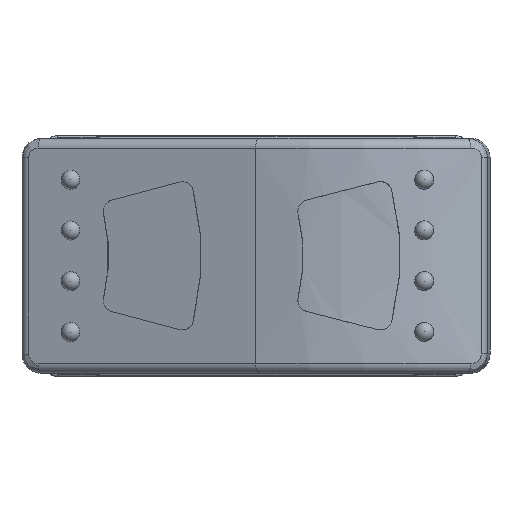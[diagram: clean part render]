
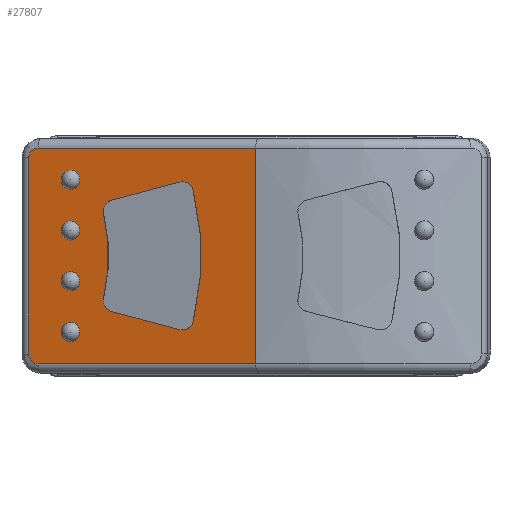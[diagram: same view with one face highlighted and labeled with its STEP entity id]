
A CAD part, top view. The second image highlights one B-rep face of the part: STEP entity #27807.
In plain terms, the highlighted planar face has unit normal (-0.294, 0, 0.956).
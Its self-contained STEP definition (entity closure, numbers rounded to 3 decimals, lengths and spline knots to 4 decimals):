
#426=FACE_BOUND('',#8969,.T.);
#427=FACE_BOUND('',#8970,.T.);
#428=FACE_BOUND('',#8971,.T.);
#429=FACE_BOUND('',#8972,.T.);
#430=FACE_BOUND('',#8973,.T.);
#571=ELLIPSE('',#29368,0.1212,0.12);
#572=ELLIPSE('',#29371,0.1212,0.12);
#573=ELLIPSE('',#29373,2.8284,2.8);
#574=ELLIPSE('',#29375,1.8183,1.8);
#575=ELLIPSE('',#29377,0.1212,0.12);
#576=ELLIPSE('',#29380,0.1212,0.12);
#584=ELLIPSE('',#29444,0.101,0.1);
#587=ELLIPSE('',#29452,0.101,0.1);
#899=LINE('',#39398,#3690);
#904=LINE('',#39417,#3695);
#914=LINE('',#39753,#3705);
#938=LINE('',#40009,#3729);
#940=LINE('',#40045,#3731);
#941=LINE('',#40047,#3732);
#3690=VECTOR('',#31536,1.);
#3695=VECTOR('',#31559,1.);
#3705=VECTOR('',#31615,1.);
#3729=VECTOR('',#31733,1.);
#3731=VECTOR('',#31747,1.);
#3732=VECTOR('',#31750,1.);
#6467=PLANE('',#29481);
#7388=FACE_OUTER_BOUND('',#8968,.T.);
#8968=EDGE_LOOP('',(#19272,#19273,#19274,#19275,#19276,#19277));
#8969=EDGE_LOOP('',(#19278,#19279,#19280,#19281,#19282,#19283,#19284,#19285));
#8970=EDGE_LOOP('',(#19286));
#8971=EDGE_LOOP('',(#19287));
#8972=EDGE_LOOP('',(#19288));
#8973=EDGE_LOOP('',(#19289));
#10634=CIRCLE('',#29406,0.1);
#10636=CIRCLE('',#29409,0.1);
#10638=CIRCLE('',#29412,0.1);
#10640=CIRCLE('',#29415,0.1);
#11869=VERTEX_POINT('',#39390);
#11870=VERTEX_POINT('',#39392);
#11871=VERTEX_POINT('',#39396);
#11872=VERTEX_POINT('',#39400);
#11873=VERTEX_POINT('',#39404);
#11874=VERTEX_POINT('',#39408);
#11875=VERTEX_POINT('',#39412);
#11876=VERTEX_POINT('',#39416);
#11904=VERTEX_POINT('',#39750);
#11905=VERTEX_POINT('',#39752);
#11911=VERTEX_POINT('',#39814);
#11913=VERTEX_POINT('',#39819);
#11915=VERTEX_POINT('',#39824);
#11917=VERTEX_POINT('',#39829);
#11941=VERTEX_POINT('',#39999);
#11942=VERTEX_POINT('',#40001);
#11944=VERTEX_POINT('',#40035);
#11946=VERTEX_POINT('',#40039);
#14682=EDGE_CURVE('',#11870,#11869,#571,.T.);
#14685=EDGE_CURVE('',#11869,#11871,#899,.T.);
#14687=EDGE_CURVE('',#11871,#11872,#572,.T.);
#14689=EDGE_CURVE('',#11872,#11873,#573,.T.);
#14690=EDGE_CURVE('',#11874,#11870,#574,.T.);
#14692=EDGE_CURVE('',#11875,#11874,#575,.T.);
#14694=EDGE_CURVE('',#11876,#11875,#904,.T.);
#14696=EDGE_CURVE('',#11873,#11876,#576,.T.);
#14732=EDGE_CURVE('',#11904,#11905,#914,.T.);
#14739=EDGE_CURVE('',#11911,#11911,#10634,.T.);
#14741=EDGE_CURVE('',#11913,#11913,#10636,.T.);
#14743=EDGE_CURVE('',#11915,#11915,#10638,.T.);
#14745=EDGE_CURVE('',#11917,#11917,#10640,.T.);
#14787=EDGE_CURVE('',#11941,#11942,#584,.T.);
#14791=EDGE_CURVE('',#11905,#11941,#938,.T.);
#14795=EDGE_CURVE('',#11946,#11944,#587,.T.);
#14797=EDGE_CURVE('',#11944,#11904,#940,.T.);
#14798=EDGE_CURVE('',#11942,#11946,#941,.T.);
#19272=ORIENTED_EDGE('',*,*,#14787,.F.);
#19273=ORIENTED_EDGE('',*,*,#14791,.F.);
#19274=ORIENTED_EDGE('',*,*,#14732,.F.);
#19275=ORIENTED_EDGE('',*,*,#14797,.F.);
#19276=ORIENTED_EDGE('',*,*,#14795,.F.);
#19277=ORIENTED_EDGE('',*,*,#14798,.F.);
#19278=ORIENTED_EDGE('',*,*,#14682,.T.);
#19279=ORIENTED_EDGE('',*,*,#14685,.T.);
#19280=ORIENTED_EDGE('',*,*,#14687,.T.);
#19281=ORIENTED_EDGE('',*,*,#14689,.T.);
#19282=ORIENTED_EDGE('',*,*,#14696,.T.);
#19283=ORIENTED_EDGE('',*,*,#14694,.T.);
#19284=ORIENTED_EDGE('',*,*,#14692,.T.);
#19285=ORIENTED_EDGE('',*,*,#14690,.T.);
#19286=ORIENTED_EDGE('',*,*,#14739,.T.);
#19287=ORIENTED_EDGE('',*,*,#14745,.T.);
#19288=ORIENTED_EDGE('',*,*,#14743,.T.);
#19289=ORIENTED_EDGE('',*,*,#14741,.T.);
#27807=ADVANCED_FACE('',(#7388,#426,#427,#428,#429,#430),#6467,.T.);
#29368=AXIS2_PLACEMENT_3D('',#39393,#31530,#31531);
#29371=AXIS2_PLACEMENT_3D('',#39402,#31540,#31541);
#29373=AXIS2_PLACEMENT_3D('',#39406,#31545,#31546);
#29375=AXIS2_PLACEMENT_3D('',#39409,#31549,#31550);
#29377=AXIS2_PLACEMENT_3D('',#39413,#31554,#31555);
#29380=AXIS2_PLACEMENT_3D('',#39420,#31563,#31564);
#29406=AXIS2_PLACEMENT_3D('',#39815,#31625,#31626);
#29409=AXIS2_PLACEMENT_3D('',#39820,#31631,#31632);
#29412=AXIS2_PLACEMENT_3D('',#39825,#31637,#31638);
#29415=AXIS2_PLACEMENT_3D('',#39830,#31643,#31644);
#29444=AXIS2_PLACEMENT_3D('',#40002,#31722,#31723);
#29452=AXIS2_PLACEMENT_3D('',#40041,#31740,#31741);
#29481=AXIS2_PLACEMENT_3D('',#40098,#31816,#31817);
#31530=DIRECTION('center_axis',(0.295,0.,
-0.956));
#31531=DIRECTION('ref_axis',(-0.956,0.,-0.295));
#31536=DIRECTION('',(0.926,0.247,0.285));
#31540=DIRECTION('center_axis',(0.295,0.,
-0.956));
#31541=DIRECTION('ref_axis',(0.956,0.,0.295));
#31545=DIRECTION('center_axis',(0.295,0.,
-0.956));
#31546=DIRECTION('ref_axis',(0.956,0.,0.295));
#31549=DIRECTION('center_axis',(-0.295,0.,
0.956));
#31550=DIRECTION('ref_axis',(-0.956,0.,-0.295));
#31554=DIRECTION('center_axis',(0.295,0.,
-0.956));
#31555=DIRECTION('ref_axis',(-0.956,0.,-0.295));
#31559=DIRECTION('',(-0.926,0.247,-0.285));
#31563=DIRECTION('center_axis',(0.295,0.,
-0.956));
#31564=DIRECTION('ref_axis',(-0.956,0.,-0.295));
#31615=DIRECTION('',(0.,-1.,0.));
#31625=DIRECTION('center_axis',(0.295,0.,
-0.956));
#31626=DIRECTION('ref_axis',(-0.956,0.,-0.295));
#31631=DIRECTION('center_axis',(0.295,0.,
-0.956));
#31632=DIRECTION('ref_axis',(-0.956,0.,-0.295));
#31637=DIRECTION('center_axis',(0.295,0.,
-0.956));
#31638=DIRECTION('ref_axis',(-0.956,0.,-0.295));
#31643=DIRECTION('center_axis',(0.295,0.,
-0.956));
#31644=DIRECTION('ref_axis',(-0.956,0.,-0.295));
#31722=DIRECTION('center_axis',(0.295,0.,
-0.956));
#31723=DIRECTION('ref_axis',(-0.956,0.,-0.295));
#31733=DIRECTION('',(-0.956,0.,-0.295));
#31740=DIRECTION('center_axis',(0.295,0.,
-0.956));
#31741=DIRECTION('ref_axis',(-0.956,0.,-0.295));
#31747=DIRECTION('',(0.956,0.,0.295));
#31750=DIRECTION('',(0.,1.,0.));
#31816=DIRECTION('center_axis',(-0.295,0.,
0.956));
#31817=DIRECTION('ref_axis',(0.,-1.,0.));
#39390=CARTESIAN_POINT('',(-1.5116,0.5807,3.716));
#39392=CARTESIAN_POINT('',(-1.5951,0.4355,3.6903));
#39393=CARTESIAN_POINT('Origin',(-1.4827,0.4645,3.7249));
#39396=CARTESIAN_POINT('',(-0.8012,0.7705,3.935));
#39398=CARTESIAN_POINT('',(-1.2831,0.6418,3.7864));
#39400=CARTESIAN_POINT('',(-0.6599,0.6836,3.9785));
#39402=CARTESIAN_POINT('Origin',(-0.7722,0.6543,3.9439));
#39404=CARTESIAN_POINT('',(-0.6599,-0.6836,3.9785));
#39406=CARTESIAN_POINT('Origin',(-3.281,0.,
3.1706));
#39408=CARTESIAN_POINT('',(-1.5951,-0.4355,3.6903));
#39409=CARTESIAN_POINT('Origin',(-3.281,0.,
3.1706));
#39412=CARTESIAN_POINT('',(-1.5116,-0.5807,3.716));
#39413=CARTESIAN_POINT('Origin',(-1.4827,-0.4645,3.7249));
#39416=CARTESIAN_POINT('',(-0.8012,-0.7705,3.935));
#39417=CARTESIAN_POINT('',(-1.6316,-0.5486,3.679));
#39420=CARTESIAN_POINT('Origin',(-0.7722,-0.6543,
3.9439));
#39750=CARTESIAN_POINT('',(-0.0082,1.125,4.1794));
#39752=CARTESIAN_POINT('',(-0.0082,-1.125,4.1794));
#39753=CARTESIAN_POINT('',(-0.0082,0.,4.1794));
#39814=CARTESIAN_POINT('',(-2.034,0.795,3.555));
#39815=CARTESIAN_POINT('Origin',(-1.9385,0.795,3.5844));
#39819=CARTESIAN_POINT('',(-2.034,-0.795,3.555));
#39820=CARTESIAN_POINT('Origin',(-1.9385,-0.795,3.5844));
#39824=CARTESIAN_POINT('',(-2.034,-0.265,3.555));
#39825=CARTESIAN_POINT('Origin',(-1.9385,-0.265,3.5844));
#39829=CARTESIAN_POINT('',(-2.034,0.265,3.555));
#39830=CARTESIAN_POINT('Origin',(-1.9385,0.265,3.5844));
#39999=CARTESIAN_POINT('',(-2.2811,-1.125,3.4788));
#40001=CARTESIAN_POINT('',(-2.3776,-1.025,3.4491));
#40002=CARTESIAN_POINT('Origin',(-2.2811,-1.025,3.4788));
#40009=CARTESIAN_POINT('',(-1.3212,-1.125,3.7747));
#40035=CARTESIAN_POINT('',(-2.2811,1.125,3.4788));
#40039=CARTESIAN_POINT('',(-2.3776,1.025,3.4491));
#40041=CARTESIAN_POINT('Origin',(-2.2811,1.025,3.4788));
#40045=CARTESIAN_POINT('',(-1.3212,1.125,3.7747));
#40047=CARTESIAN_POINT('',(-2.3776,0.,3.4491));
#40098=CARTESIAN_POINT('Origin',(-2.4605,0.,
3.4235));
